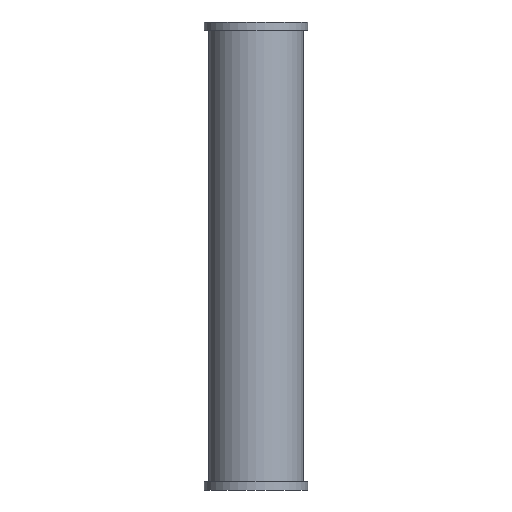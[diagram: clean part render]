
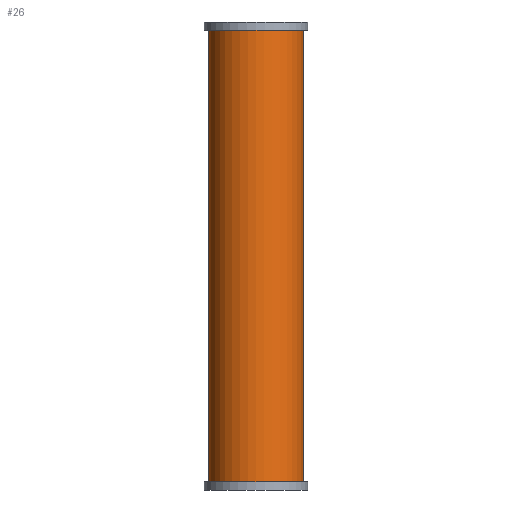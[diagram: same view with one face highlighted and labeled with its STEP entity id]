
A CAD part, front view. The second image highlights one B-rep face of the part: STEP entity #26.
In plain terms, the highlighted cylindrical face has radius 58.5 mm (diameter 117 mm), a partial arc.
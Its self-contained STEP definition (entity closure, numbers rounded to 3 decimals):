
#26 = ADVANCED_FACE ( 'NONE', ( #650 ), #133, .T. ) ;
#37 = VERTEX_POINT ( 'NONE', #463 ) ;
#43 = CIRCLE ( 'NONE', #715, 58.5 ) ;
#44 = VERTEX_POINT ( 'NONE', #452 ) ;
#60 = VECTOR ( 'NONE', #214, 1000. ) ;
#71 = CARTESIAN_POINT ( 'NONE',  ( -58.5, 0., 10. ) ) ;
#99 = LINE ( 'NONE', #134, #271 ) ;
#132 = DIRECTION ( 'NONE',  ( 0., 0., -1. ) ) ;
#133 = CYLINDRICAL_SURFACE ( 'NONE', #328, 58.5 ) ;
#134 = CARTESIAN_POINT ( 'NONE',  ( 58.5, 0., 575. ) ) ;
#142 = VERTEX_POINT ( 'NONE', #644 ) ;
#189 = DIRECTION ( 'NONE',  ( -1., 0., 0. ) ) ;
#193 = DIRECTION ( 'NONE',  ( 0., 0., -1. ) ) ;
#194 = CARTESIAN_POINT ( 'NONE',  ( 0., 0., 10. ) ) ;
#199 = DIRECTION ( 'NONE',  ( 1., 0., 0. ) ) ;
#200 = DIRECTION ( 'NONE',  ( 0., 0., 1. ) ) ;
#201 = CARTESIAN_POINT ( 'NONE',  ( 0., 0., 565. ) ) ;
#202 = CIRCLE ( 'NONE', #717, 58.5 ) ;
#210 = ORIENTED_EDGE ( 'NONE', *, *, #545, .T. ) ;
#214 = DIRECTION ( 'NONE',  ( 0., 0., -1. ) ) ;
#222 = CARTESIAN_POINT ( 'NONE',  ( -58.5, 0., 575. ) ) ;
#271 = VECTOR ( 'NONE', #132, 1000. ) ;
#324 = LINE ( 'NONE', #222, #60 ) ;
#328 = AXIS2_PLACEMENT_3D ( 'NONE', #501, #492, #623 ) ;
#352 = ORIENTED_EDGE ( 'NONE', *, *, #548, .F. ) ;
#417 = EDGE_LOOP ( 'NONE', ( #524, #352, #210, #698 ) ) ;
#452 = CARTESIAN_POINT ( 'NONE',  ( -58.5, 0., 565. ) ) ;
#463 = CARTESIAN_POINT ( 'NONE',  ( 58.5, 0., 565. ) ) ;
#492 = DIRECTION ( 'NONE',  ( 0., 0., -1. ) ) ;
#501 = CARTESIAN_POINT ( 'NONE',  ( 0., 0., 575. ) ) ;
#524 = ORIENTED_EDGE ( 'NONE', *, *, #626, .F. ) ;
#545 = EDGE_CURVE ( 'NONE', #44, #705, #324, .T. ) ;
#548 = EDGE_CURVE ( 'NONE', #44, #37, #202, .T. ) ;
#553 = EDGE_CURVE ( 'NONE', #142, #705, #43, .T. ) ;
#623 = DIRECTION ( 'NONE',  ( -1., 0., 0. ) ) ;
#626 = EDGE_CURVE ( 'NONE', #37, #142, #99, .T. ) ;
#644 = CARTESIAN_POINT ( 'NONE',  ( 58.5, 0., 10. ) ) ;
#650 = FACE_OUTER_BOUND ( 'NONE', #417, .T. ) ;
#698 = ORIENTED_EDGE ( 'NONE', *, *, #553, .F. ) ;
#705 = VERTEX_POINT ( 'NONE', #71 ) ;
#715 = AXIS2_PLACEMENT_3D ( 'NONE', #194, #193, #189 ) ;
#717 = AXIS2_PLACEMENT_3D ( 'NONE', #201, #200, #199 ) ;
